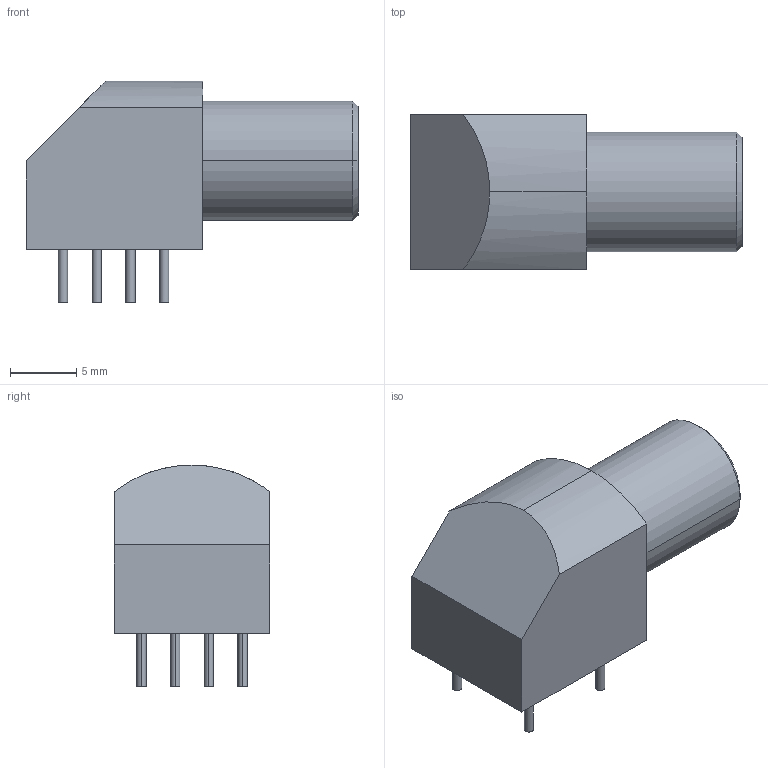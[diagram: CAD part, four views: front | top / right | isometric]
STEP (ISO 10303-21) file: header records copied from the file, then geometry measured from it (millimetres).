
FILE_DESCRIPTION((''),'2;1');
FILE_NAME('LEMO_EPG.0B.304.HLN.stp','2009-03-24T10:31:46',(''),(''),'Mechanical Desktop 2006','Mechanical Desktop 2006',', , ');
FILE_SCHEMA(('AUTOMOTIVE_DESIGN { 1 2 10303 214 0 1 1 1 }'));
Length unit declared in the file: millimetre
Products named in the file (1): Product
Bounding box: 25 x 11.7 x 16.7 mm (x, y, z)
Volume: 2094.8 mm3; surface area: 2153.7 mm2
Topology: 15 solids, 15 shells, 84 faces, 162 edges, 110 vertices
Faces by surface type: cylinder 48, plane 34, cone 2
Entity records: 2275 total; most frequent: DIRECTION 430, CARTESIAN_POINT 355, ORIENTED_EDGE 320, AXIS2_PLACEMENT_3D 183, EDGE_CURVE 160, VERTEX_POINT 106, EDGE_LOOP 102, CIRCLE 96
